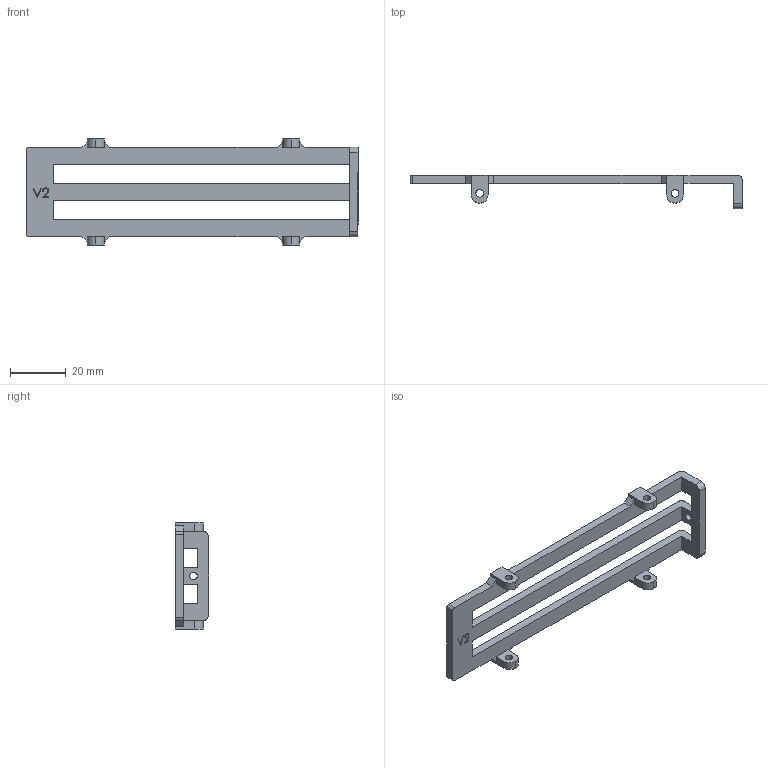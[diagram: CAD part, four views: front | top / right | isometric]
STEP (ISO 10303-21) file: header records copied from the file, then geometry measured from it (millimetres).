
FILE_DESCRIPTION (( 'STEP AP203' ), '1' );
FILE_NAME ('pad_interface_V2_Default_sldprt.STEP', '2023-05-15T14:00:03', ( '' ), ( '' ), 'SwSTEP 2.0', 'SolidWorks 2022', '' );
FILE_SCHEMA (( 'CONFIG_CONTROL_DESIGN' ));
Length unit declared in the file: millimetre
Products named in the file (1): pad_interface_V2_Default_sldprt
Bounding box: 119 x 12 x 38 mm (x, y, z)
Volume: 8109.3 mm3; surface area: 8148.9 mm2
Topology: 1 solids, 1 shells, 90 faces, 270 edges, 180 vertices
Faces by surface type: plane 59, cylinder 25, bspline 6
Entity records: 3493 total; most frequent: CARTESIAN_POINT 947, ORIENTED_EDGE 540, DIRECTION 478, EDGE_CURVE 270, VECTOR 208, LINE 208, VERTEX_POINT 180, AXIS2_PLACEMENT_3D 135
